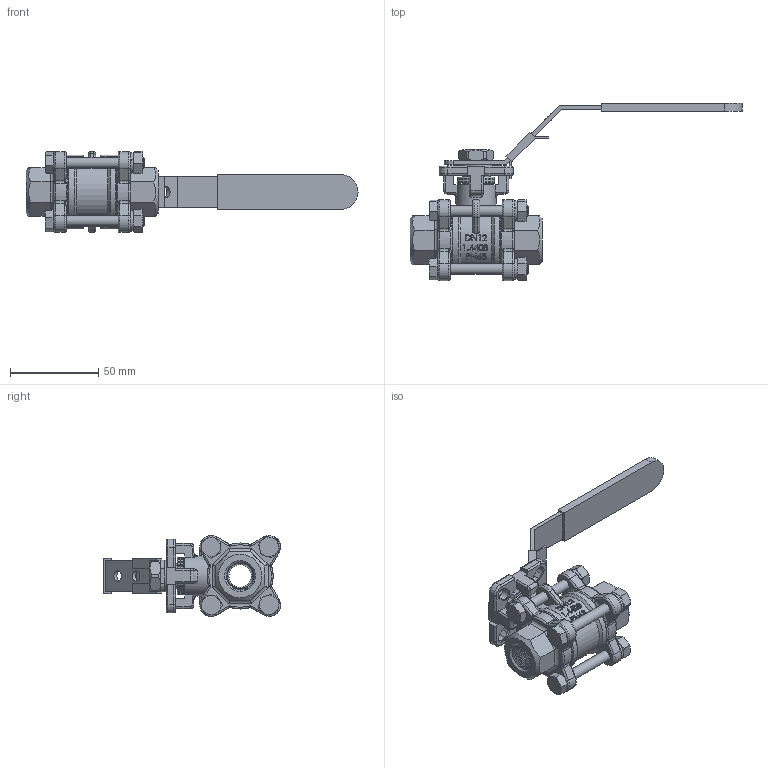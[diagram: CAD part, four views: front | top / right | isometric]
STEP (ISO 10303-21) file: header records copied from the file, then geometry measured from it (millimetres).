
FILE_DESCRIPTION(/* description */ ('Unknown'),/* implementation_level */ '2;1');
FILE_NAME(/* name */ '9323-03',/* time_stamp */ '2022-01-24T12:37:13+01:00',/* author */ ('Unknown'),/* organization */ ('Unknown'),/* preprocessor_version */ 'ST-DEVELOPER v16.7',/* originating_system */ 'Solid Edge',/* authorisation */ 'Unknown');
FILE_SCHEMA (('AUTOMOTIVE_DESIGN {1 0 10303 214 3 1 1}'));
Products named in the file (7): 8.112.012; Hebel 010-020; Ummantelung 010-020; Lasche010_020; M12-niedrig
Assembly tree (6 placements, depth 3):
  8.112.012
    Hebel 010-020
      Hebel 010-020
      Ummantelung 010-020
      Lasche010_020
    8.112.012
    M12-niedrig
Bounding box: 188.55 x 100.74 x 46.08 mm (x, y, z)
Volume: 96174.4 mm3; surface area: 53976.8 mm2
Topology: 5 solids, 7 shells, 1140 faces, 3084 edges, 1987 vertices
Faces by surface type: plane 451, bspline 275, cylinder 261, cone 82, torus 71
Full cylindrical faces by diameter (mm): 6 x10, 7 x10, 10.106 x1, 12.7 x1, 16 x1, 18 x1, 21.2 x2, 23 x1, 23.981 x1, 27 x1, 27.5 x1, 37.5 x2
Entity records: 78304 total; most frequent: CARTESIAN_POINT 44962, ORIENTED_EDGE 5956, DIRECTION 4274, EDGE_CURVE 2978, VERTEX_POINT 1956, AXIS2_PLACEMENT_3D 1494, EDGE_LOOP 1292, FACE_BOUND 1292
